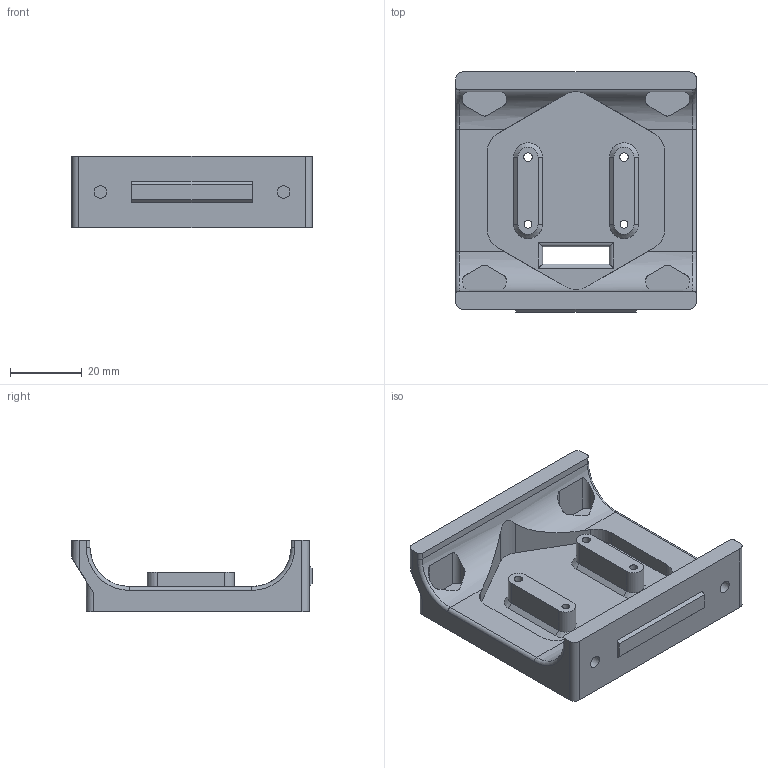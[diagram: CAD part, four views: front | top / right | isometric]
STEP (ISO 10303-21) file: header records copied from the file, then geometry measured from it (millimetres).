
FILE_DESCRIPTION(('FreeCAD Model'),'2;1');
FILE_NAME('Open CASCADE Shape Model','2022-11-17T00:49:43',(''),(''), 'Open CASCADE STEP processor 7.6','FreeCAD','Unknown');
FILE_SCHEMA(('AUTOMOTIVE_DESIGN { 1 0 10303 214 1 1 1 1 }'));
Length unit declared in the file: millimetre
Products named in the file (1): Body
Bounding box: 67 x 66.8 x 20 mm (x, y, z)
Volume: 30835.4 mm3; surface area: 16359.3 mm2
Topology: 1 solids, 1 shells, 173 faces, 442 edges, 280 vertices
Faces by surface type: plane 97, cylinder 68, cone 4, torus 4
Full cylindrical faces by diameter (mm): 2.2 x2, 2.4 x2, 3.5 x2, 4.4 x4, 6 x2
Entity records: 12847 total; most frequent: CARTESIAN_POINT 3962, DIRECTION 1683, LINE 952, VECTOR 952, ORIENTED_EDGE 884, PCURVE 884, DEFINITIONAL_REPRESENTATION 884, EDGE_CURVE 442
